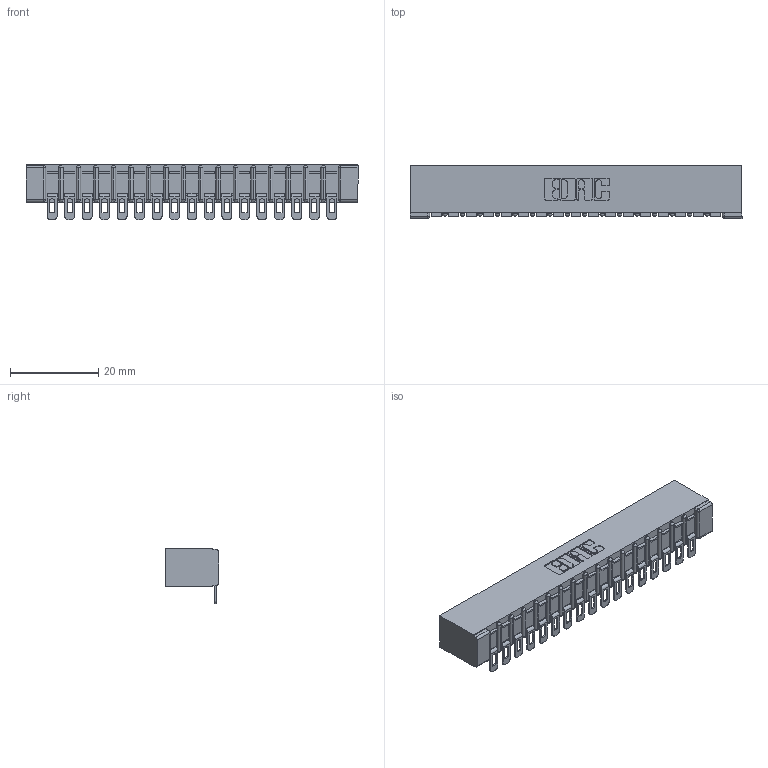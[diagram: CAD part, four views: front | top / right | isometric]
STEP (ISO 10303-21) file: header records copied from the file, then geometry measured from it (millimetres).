
FILE_DESCRIPTION (( 'STEP AP203' ), '1' );
FILE_NAME ('307-017-554-101.STEP', '2018-08-03T22:15:52', ( '' ), ( '' ), 'SwSTEP 2.0', 'SolidWorks 2016', '' );
FILE_SCHEMA (( 'CONFIG_CONTROL_DESIGN' ));
Length unit declared in the file: inch
Products named in the file (3): 307 Part_No Mounting Lugs; 307-290-002_554; 307-017-554-101
Assembly tree (18 placements, depth 2):
  307-017-554-101
    307 Part_No Mounting Lugs
    307-290-002_554  x17
Bounding box: 75.23 x 12.01 x 12.52 mm (x, y, z)
Volume: 5212.7 mm3; surface area: 9780.1 mm2
Topology: 18 solids, 18 shells, 1505 faces, 4600 edges, 3016 vertices
Faces by surface type: plane 848, cylinder 621, sphere 36
Entity records: 18343 total; most frequent: CARTESIAN_POINT 3090, ORIENTED_EDGE 3080, DIRECTION 3018, EDGE_CURVE 1540, LINE 1162, VECTOR 1162, VERTEX_POINT 1000, AXIS2_PLACEMENT_3D 928
